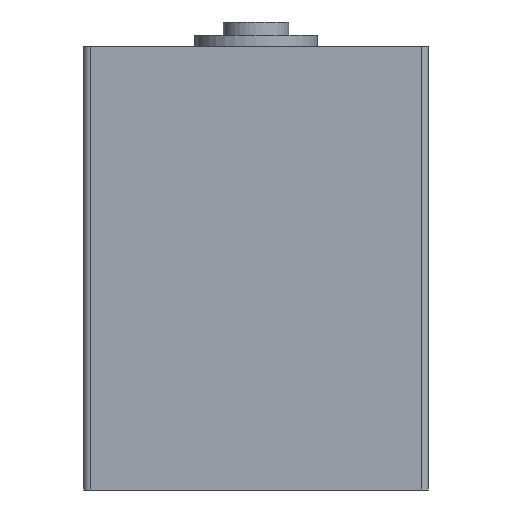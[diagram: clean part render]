
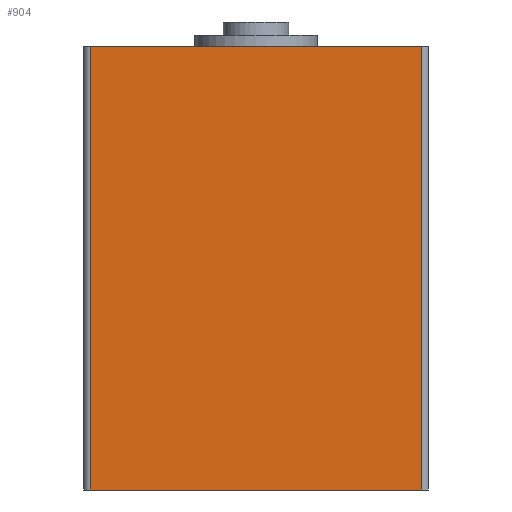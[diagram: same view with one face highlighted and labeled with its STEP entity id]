
A CAD part, front view. The second image highlights one B-rep face of the part: STEP entity #904.
In plain terms, the highlighted planar face has unit normal (0, -1, 0).
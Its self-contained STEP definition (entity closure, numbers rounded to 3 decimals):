
#32=PLANE('',#992);
#60=LINE('',#1447,#118);
#61=LINE('',#1449,#119);
#62=LINE('',#1451,#120);
#63=LINE('',#1453,#121);
#118=VECTOR('',#1133,1000.);
#119=VECTOR('',#1136,1000.);
#120=VECTOR('',#1137,1000.);
#121=VECTOR('',#1138,1000.);
#183=ORIENTED_EDGE('',*,*,#431,.F.);
#184=ORIENTED_EDGE('',*,*,#430,.F.);
#185=ORIENTED_EDGE('',*,*,#432,.T.);
#186=ORIENTED_EDGE('',*,*,#433,.T.);
#430=EDGE_CURVE('',#553,#552,#60,.T.);
#431=EDGE_CURVE('',#552,#554,#61,.T.);
#432=EDGE_CURVE('',#553,#555,#62,.T.);
#433=EDGE_CURVE('',#555,#554,#63,.T.);
#552=VERTEX_POINT('',#1444);
#553=VERTEX_POINT('',#1446);
#554=VERTEX_POINT('',#1450);
#555=VERTEX_POINT('',#1452);
#707=EDGE_LOOP('',(#183,#184,#185,#186));
#789=FACE_BOUND('',#707,.T.);
#904=ADVANCED_FACE('',(#789),#32,.T.);
#992=AXIS2_PLACEMENT_3D('',#1448,#1134,#1135);
#1133=DIRECTION('',(0.,0.,1.));
#1134=DIRECTION('',(0.,-1.,0.));
#1135=DIRECTION('',(0.,0.,-1.));
#1136=DIRECTION('',(1.,0.,0.));
#1137=DIRECTION('',(1.,0.,0.));
#1138=DIRECTION('',(0.,0.,1.));
#1444=CARTESIAN_POINT('',(-10.1,-10.5,0.));
#1446=CARTESIAN_POINT('',(-10.1,-10.5,-27.));
#1447=CARTESIAN_POINT('',(-10.1,-10.5,-27.));
#1448=CARTESIAN_POINT('',(-10.1,-10.5,-27.));
#1449=CARTESIAN_POINT('',(-10.1,-10.5,0.));
#1450=CARTESIAN_POINT('',(10.1,-10.5,0.));
#1451=CARTESIAN_POINT('',(-10.1,-10.5,-27.));
#1452=CARTESIAN_POINT('',(10.1,-10.5,-27.));
#1453=CARTESIAN_POINT('',(10.1,-10.5,-27.));
